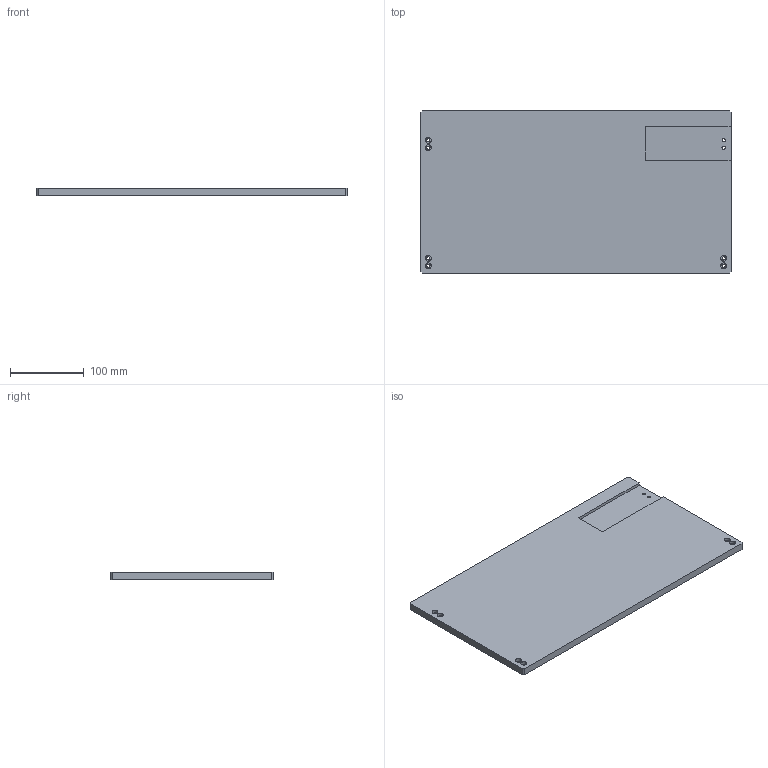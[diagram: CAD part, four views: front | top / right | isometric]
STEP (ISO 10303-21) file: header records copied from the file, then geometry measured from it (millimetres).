
FILE_DESCRIPTION (( 'STEP AP203' ), '1' );
FILE_NAME ('W0003510-02-X Y Z plate.STEP', '2024-05-27T12:23:17', ( '' ), ( '' ), 'SwSTEP 2.0', 'SolidWorks 2024', '' );
FILE_SCHEMA (( 'CONFIG_CONTROL_DESIGN' ));
Length unit declared in the file: millimetre
Products named in the file (1): W0003510-02-X Y Z plate
Bounding box: 420 x 220 x 10 mm (x, y, z)
Volume: 900569.5 mm3; surface area: 199491.5 mm2
Topology: 1 solids, 1 shells, 48 faces, 120 edges, 80 vertices
Faces by surface type: cylinder 28, plane 20
Entity records: 1567 total; most frequent: DIRECTION 274, CARTESIAN_POINT 249, ORIENTED_EDGE 240, EDGE_CURVE 120, AXIS2_PLACEMENT_3D 105, VERTEX_POINT 80, EDGE_LOOP 70, VECTOR 64
